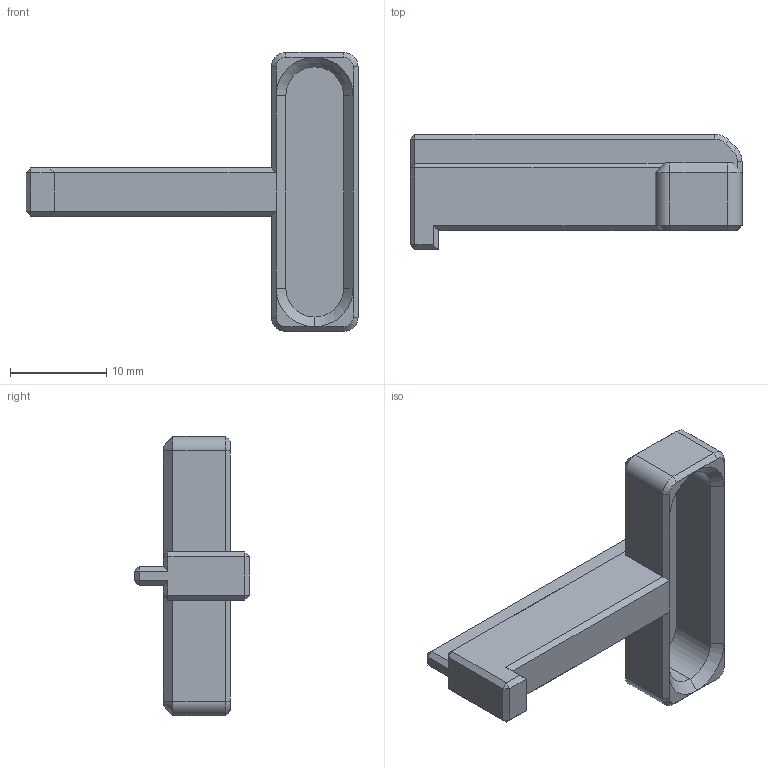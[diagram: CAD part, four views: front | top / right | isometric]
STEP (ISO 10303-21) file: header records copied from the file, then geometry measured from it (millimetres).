
FILE_DESCRIPTION (( 'STEP AP203' ), '1' );
FILE_NAME ('Pusher_V1.STEP', '2022-07-20T17:17:27', ( '' ), ( '' ), 'SwSTEP 2.0', 'SolidWorks 2020', '' );
FILE_SCHEMA (( 'CONFIG_CONTROL_DESIGN' ));
Length unit declared in the file: millimetre
Products named in the file (1): Pusher_V1
Bounding box: 34.5 x 12 x 29 mm (x, y, z)
Volume: 1950.7 mm3; surface area: 2086 mm2
Topology: 1 solids, 1 shells, 89 faces, 197 edges, 110 vertices
Faces by surface type: plane 65, cone 15, cylinder 9
Entity records: 2430 total; most frequent: DIRECTION 411, CARTESIAN_POINT 397, ORIENTED_EDGE 394, EDGE_CURVE 197, VECTOR 163, LINE 163, AXIS2_PLACEMENT_3D 124, VERTEX_POINT 110
